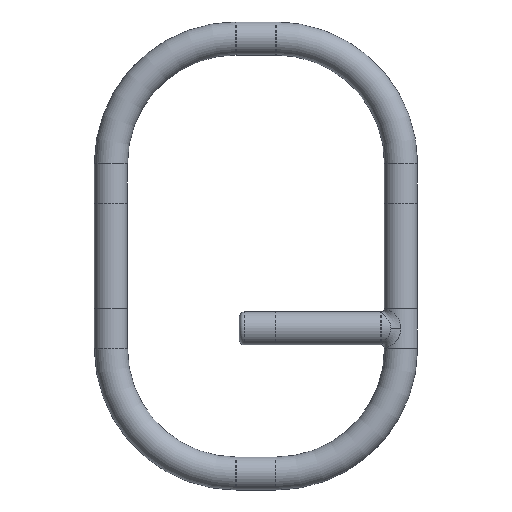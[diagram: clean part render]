
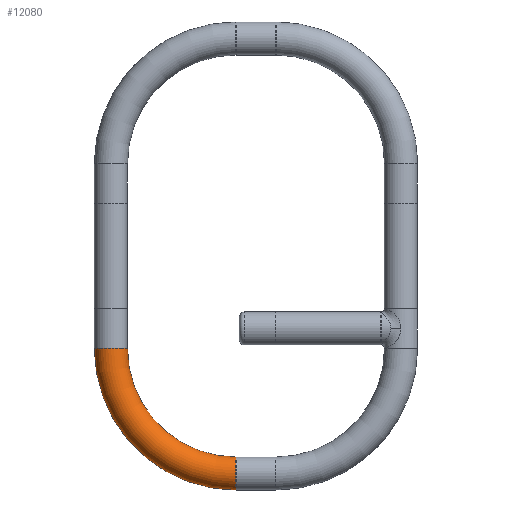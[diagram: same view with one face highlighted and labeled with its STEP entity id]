
A CAD part, top view. The second image highlights one B-rep face of the part: STEP entity #12080.
In plain terms, the highlighted toroidal (fillet/blend) face has major radius 94.8 mm and minor radius 12.5 mm.
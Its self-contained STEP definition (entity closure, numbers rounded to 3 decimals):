
#779=TOROIDAL_SURFACE('',#47651,94.8,12.5);
#7790=FACE_OUTER_BOUND('',#18699,.T.);
#12080=ADVANCED_FACE('',(#7790),#779,.T.);
#15329=CIRCLE('',#47645,12.5);
#15330=CIRCLE('',#47647,12.5);
#15331=CIRCLE('',#47649,82.3);
#15332=CIRCLE('',#47650,107.3);
#18699=EDGE_LOOP('',(#24467,#24468,#24469,#24470));
#24467=ORIENTED_EDGE('',*,*,#40554,.F.);
#24468=ORIENTED_EDGE('',*,*,#40556,.T.);
#24469=ORIENTED_EDGE('',*,*,#40552,.T.);
#24470=ORIENTED_EDGE('',*,*,#40557,.T.);
#35537=VERTEX_POINT('',#72363);
#35538=VERTEX_POINT('',#72365);
#35539=VERTEX_POINT('',#72369);
#35540=VERTEX_POINT('',#72371);
#40552=EDGE_CURVE('',#35537,#35538,#15329,.T.);
#40554=EDGE_CURVE('',#35539,#35540,#15330,.T.);
#40556=EDGE_CURVE('',#35539,#35537,#15331,.T.);
#40557=EDGE_CURVE('',#35538,#35540,#15332,.T.);
#47645=AXIS2_PLACEMENT_3D('',#72366,#55196,#55197);
#47647=AXIS2_PLACEMENT_3D('',#72370,#55201,#55202);
#47649=AXIS2_PLACEMENT_3D('',#72374,#55206,#55207);
#47650=AXIS2_PLACEMENT_3D('',#72375,#55208,#55209);
#47651=AXIS2_PLACEMENT_3D('',#72376,#55210,#55211);
#55196=DIRECTION('',(0.,-1.,0.));
#55197=DIRECTION('',(1.,0.,0.));
#55201=DIRECTION('',(1.,0.,0.));
#55202=DIRECTION('',(0.,1.,0.));
#55206=DIRECTION('',(0.,0.,-1.));
#55207=DIRECTION('',(1.,0.,0.));
#55208=DIRECTION('',(0.,0.,1.));
#55209=DIRECTION('',(1.,0.,0.));
#55210=DIRECTION('',(0.,0.,-1.));
#55211=DIRECTION('',(1.,0.,0.));
#72363=CARTESIAN_POINT('',(12.5,94.748,0.));
#72365=CARTESIAN_POINT('',(-12.5,94.748,0.));
#72366=CARTESIAN_POINT('',(0.,94.748,0.));
#72369=CARTESIAN_POINT('',(94.775,12.473,0.));
#72370=CARTESIAN_POINT('',(94.775,-0.027,0.));
#72371=CARTESIAN_POINT('',(94.775,-12.527,0.));
#72374=CARTESIAN_POINT('',(94.8,94.773,0.));
#72375=CARTESIAN_POINT('',(94.8,94.773,0.));
#72376=CARTESIAN_POINT('',(94.8,94.773,0.));
